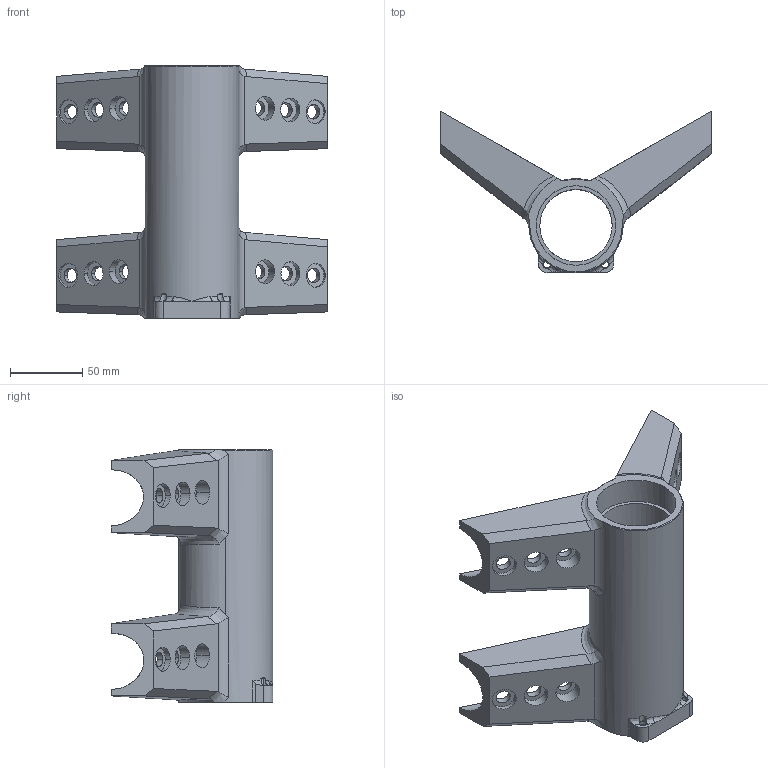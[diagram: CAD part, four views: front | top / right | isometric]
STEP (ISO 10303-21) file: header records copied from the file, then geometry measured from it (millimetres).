
FILE_DESCRIPTION (( 'STEP AP214' ), '1' );
FILE_NAME ('13 - frame head - main.STEP', '2016-11-26T22:28:20', ( '' ), ( '' ), 'SwSTEP 2.0', 'SolidWorks 2014', '' );
FILE_SCHEMA (( 'AUTOMOTIVE_DESIGN' ));
Length unit declared in the file: millimetre
Products named in the file (1): 13 - frame head - main
Bounding box: 187.43 x 111.65 x 175 mm (x, y, z)
Volume: 556395 mm3; surface area: 128829.9 mm2
Topology: 1 solids, 1 shells, 180 faces, 503 edges, 331 vertices
Faces by surface type: cylinder 86, plane 55, bspline 32, cone 7
Entity records: 18219 total; most frequent: CARTESIAN_POINT 12156, ORIENTED_EDGE 1002, DIRECTION 577, EDGE_CURVE 501, VERTEX_POINT 331, B_SPLINE_CURVE_WITH_KNOTS 255, EDGE_LOOP 218, AXIS2_PLACEMENT_3D 196
